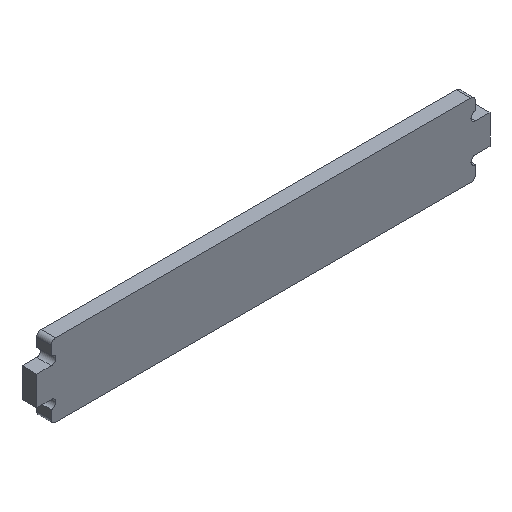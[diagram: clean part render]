
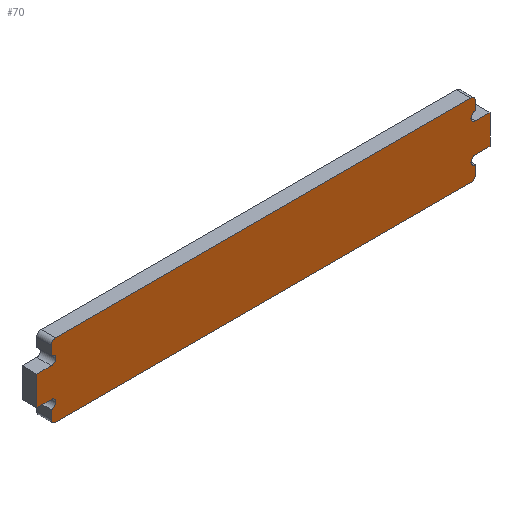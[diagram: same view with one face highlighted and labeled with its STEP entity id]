
A CAD part, isometric view. The second image highlights one B-rep face of the part: STEP entity #70.
In plain terms, the highlighted planar face has unit normal (0, -1, 0).
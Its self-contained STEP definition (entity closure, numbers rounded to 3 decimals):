
#70=ADVANCED_FACE('',(#194),#196,.F.);
#194=FACE_BOUND('',#195,.T.);
#195=EDGE_LOOP('',(#313,#314,#315,#316,#317,#318,#319,#320,#321,#322,#323,#324,#325,
#326,#327,#328,#329,#330,#331,#332));
#196=PLANE('',#197);
#197=AXIS2_PLACEMENT_3D('',#198,#199,#200);
#198=CARTESIAN_POINT('',(0.,-5.,0.));
#199=DIRECTION('',(0.,1.,0.));
#200=DIRECTION('',(-1.,0.,0.));
#313=ORIENTED_EDGE('',*,*,#405,.F.);
#314=ORIENTED_EDGE('',*,*,#400,.F.);
#315=ORIENTED_EDGE('',*,*,#395,.F.);
#316=ORIENTED_EDGE('',*,*,#392,.F.);
#317=ORIENTED_EDGE('',*,*,#389,.F.);
#318=ORIENTED_EDGE('',*,*,#386,.F.);
#319=ORIENTED_EDGE('',*,*,#383,.F.);
#320=ORIENTED_EDGE('',*,*,#380,.F.);
#321=ORIENTED_EDGE('',*,*,#406,.F.);
#322=ORIENTED_EDGE('',*,*,#378,.F.);
#323=ORIENTED_EDGE('',*,*,#407,.F.);
#324=ORIENTED_EDGE('',*,*,#374,.F.);
#325=ORIENTED_EDGE('',*,*,#369,.F.);
#326=ORIENTED_EDGE('',*,*,#366,.F.);
#327=ORIENTED_EDGE('',*,*,#363,.F.);
#328=ORIENTED_EDGE('',*,*,#360,.F.);
#329=ORIENTED_EDGE('',*,*,#357,.F.);
#330=ORIENTED_EDGE('',*,*,#354,.F.);
#331=ORIENTED_EDGE('',*,*,#408,.F.);
#332=ORIENTED_EDGE('',*,*,#350,.F.);
#350=EDGE_CURVE('',#409,#412,#413,.T.);
#354=EDGE_CURVE('',#417,#420,#421,.T.);
#357=EDGE_CURVE('',#420,#425,#426,.T.);
#360=EDGE_CURVE('',#425,#430,#431,.T.);
#363=EDGE_CURVE('',#430,#435,#436,.T.);
#366=EDGE_CURVE('',#435,#440,#441,.T.);
#369=EDGE_CURVE('',#440,#445,#446,.T.);
#374=EDGE_CURVE('',#445,#450,#454,.T.);
#378=EDGE_CURVE('',#460,#455,#462,.T.);
#380=EDGE_CURVE('',#463,#466,#467,.T.);
#383=EDGE_CURVE('',#466,#471,#472,.T.);
#386=EDGE_CURVE('',#471,#476,#477,.T.);
#389=EDGE_CURVE('',#476,#481,#482,.T.);
#392=EDGE_CURVE('',#481,#486,#487,.T.);
#395=EDGE_CURVE('',#486,#491,#492,.T.);
#400=EDGE_CURVE('',#491,#496,#500,.T.);
#405=EDGE_CURVE('',#496,#409,#505,.F.);
#406=EDGE_CURVE('',#455,#463,#506,.F.);
#407=EDGE_CURVE('',#450,#460,#507,.F.);
#408=EDGE_CURVE('',#412,#417,#508,.F.);
#409=VERTEX_POINT('',#509);
#412=VERTEX_POINT('',#514);
#413=LINE('',#515,#516);
#417=VERTEX_POINT('',#525);
#420=VERTEX_POINT('',#530);
#421=LINE('',#531,#532);
#425=VERTEX_POINT('',#541);
#426=CIRCLE('',#542,3.);
#430=VERTEX_POINT('',#554);
#431=LINE('',#555,#556);
#435=VERTEX_POINT('',#565);
#436=LINE('',#566,#567);
#440=VERTEX_POINT('',#576);
#441=LINE('',#577,#578);
#445=VERTEX_POINT('',#587);
#446=CIRCLE('',#588,3.);
#450=VERTEX_POINT('',#600);
#454=LINE('',#608,#609);
#455=VERTEX_POINT('',#611);
#460=VERTEX_POINT('',#620);
#462=LINE('',#624,#625);
#463=VERTEX_POINT('',#627);
#466=VERTEX_POINT('',#632);
#467=LINE('',#633,#634);
#471=VERTEX_POINT('',#643);
#472=CIRCLE('',#644,3.);
#476=VERTEX_POINT('',#656);
#477=LINE('',#657,#658);
#481=VERTEX_POINT('',#667);
#482=LINE('',#668,#669);
#486=VERTEX_POINT('',#678);
#487=LINE('',#679,#680);
#491=VERTEX_POINT('',#689);
#492=CIRCLE('',#690,3.);
#496=VERTEX_POINT('',#702);
#500=LINE('',#710,#711);
#505=CIRCLE('',#729,3.);
#506=CIRCLE('',#733,3.);
#507=CIRCLE('',#737,3.);
#508=CIRCLE('',#741,3.);
#509=CARTESIAN_POINT('',(-142.,-5.,25.));
#514=CARTESIAN_POINT('',(142.,-5.,25.));
#515=CARTESIAN_POINT('',(-142.,-5.,25.));
#516=VECTOR('',#517,1.);
#517=DIRECTION('',(1.,0.,0.));
#525=CARTESIAN_POINT('',(145.,-5.,22.));
#530=CARTESIAN_POINT('',(145.,-5.,16.));
#531=CARTESIAN_POINT('',(145.,-5.,22.));
#532=VECTOR('',#533,1.);
#533=DIRECTION('',(0.,0.,-1.));
#541=CARTESIAN_POINT('',(145.,-5.,10.));
#542=AXIS2_PLACEMENT_3D('',#543,#544,#545);
#543=CARTESIAN_POINT('',(145.,-5.,13.));
#544=DIRECTION('',(0.,-1.,0.));
#545=DIRECTION('',(0.,0.,1.));
#554=CARTESIAN_POINT('',(155.,-5.,10.));
#555=CARTESIAN_POINT('',(145.,-5.,10.));
#556=VECTOR('',#557,1.);
#557=DIRECTION('',(1.,0.,0.));
#565=CARTESIAN_POINT('',(155.,-5.,-10.));
#566=CARTESIAN_POINT('',(155.,-5.,10.));
#567=VECTOR('',#568,1.);
#568=DIRECTION('',(0.,0.,-1.));
#576=CARTESIAN_POINT('',(145.,-5.,-10.));
#577=CARTESIAN_POINT('',(155.,-5.,-10.));
#578=VECTOR('',#579,1.);
#579=DIRECTION('',(-1.,0.,0.));
#587=CARTESIAN_POINT('',(145.,-5.,-16.));
#588=AXIS2_PLACEMENT_3D('',#589,#590,#591);
#589=CARTESIAN_POINT('',(145.,-5.,-13.));
#590=DIRECTION('',(0.,-1.,0.));
#591=DIRECTION('',(0.,0.,1.));
#600=CARTESIAN_POINT('',(145.,-5.,-22.));
#608=CARTESIAN_POINT('',(145.,-5.,-16.));
#609=VECTOR('',#610,1.);
#610=DIRECTION('',(0.,0.,-1.));
#611=CARTESIAN_POINT('',(-142.,-5.,-25.));
#620=CARTESIAN_POINT('',(142.,-5.,-25.));
#624=CARTESIAN_POINT('',(142.,-5.,-25.));
#625=VECTOR('',#626,1.);
#626=DIRECTION('',(-1.,0.,0.));
#627=CARTESIAN_POINT('',(-145.,-5.,-22.));
#632=CARTESIAN_POINT('',(-145.,-5.,-16.));
#633=CARTESIAN_POINT('',(-145.,-5.,-22.));
#634=VECTOR('',#635,1.);
#635=DIRECTION('',(0.,0.,1.));
#643=CARTESIAN_POINT('',(-145.,-5.,-10.));
#644=AXIS2_PLACEMENT_3D('',#645,#646,#647);
#645=CARTESIAN_POINT('',(-145.,-5.,-13.));
#646=DIRECTION('',(0.,-1.,0.));
#647=DIRECTION('',(0.,0.,-1.));
#656=CARTESIAN_POINT('',(-155.,-5.,-10.));
#657=CARTESIAN_POINT('',(-145.,-5.,-10.));
#658=VECTOR('',#659,1.);
#659=DIRECTION('',(-1.,0.,0.));
#667=CARTESIAN_POINT('',(-155.,-5.,10.));
#668=CARTESIAN_POINT('',(-155.,-5.,-10.));
#669=VECTOR('',#670,1.);
#670=DIRECTION('',(0.,0.,1.));
#678=CARTESIAN_POINT('',(-145.,-5.,10.));
#679=CARTESIAN_POINT('',(-155.,-5.,10.));
#680=VECTOR('',#681,1.);
#681=DIRECTION('',(1.,0.,0.));
#689=CARTESIAN_POINT('',(-145.,-5.,16.));
#690=AXIS2_PLACEMENT_3D('',#691,#692,#693);
#691=CARTESIAN_POINT('',(-145.,-5.,13.));
#692=DIRECTION('',(0.,-1.,0.));
#693=DIRECTION('',(0.,0.,-1.));
#702=CARTESIAN_POINT('',(-145.,-5.,22.));
#710=CARTESIAN_POINT('',(-145.,-5.,16.));
#711=VECTOR('',#712,1.);
#712=DIRECTION('',(0.,0.,1.));
#729=AXIS2_PLACEMENT_3D('',#730,#731,#732);
#730=CARTESIAN_POINT('',(-142.,-5.,22.));
#731=DIRECTION('',(0.,-1.,0.));
#732=DIRECTION('',(0.,0.,1.));
#733=AXIS2_PLACEMENT_3D('',#734,#735,#736);
#734=CARTESIAN_POINT('',(-142.,-5.,-22.));
#735=DIRECTION('',(0.,-1.,0.));
#736=DIRECTION('',(-1.,0.,0.));
#737=AXIS2_PLACEMENT_3D('',#738,#739,#740);
#738=CARTESIAN_POINT('',(142.,-5.,-22.));
#739=DIRECTION('',(0.,-1.,0.));
#740=DIRECTION('',(0.,0.,-1.));
#741=AXIS2_PLACEMENT_3D('',#742,#743,#744);
#742=CARTESIAN_POINT('',(142.,-5.,22.));
#743=DIRECTION('',(0.,-1.,0.));
#744=DIRECTION('',(1.,0.,0.));
